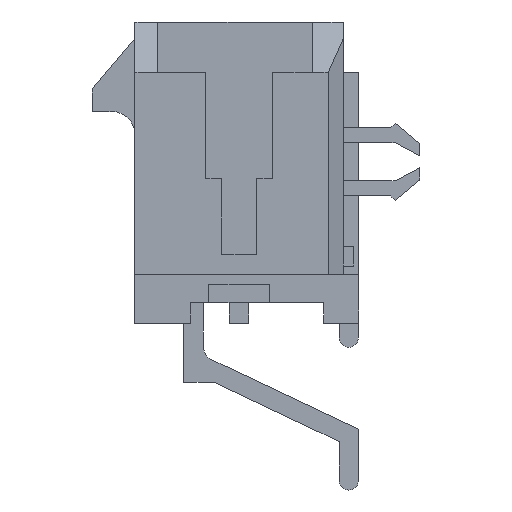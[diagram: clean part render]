
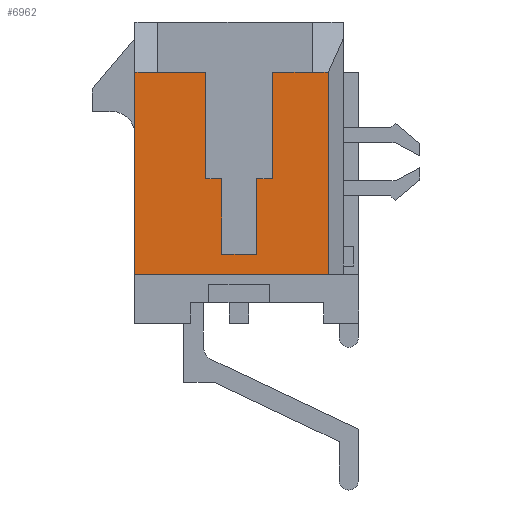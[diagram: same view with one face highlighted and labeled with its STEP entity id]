
A CAD part, left-side view. The second image highlights one B-rep face of the part: STEP entity #6962.
In plain terms, the highlighted planar face has unit normal (-1, 0, 0).
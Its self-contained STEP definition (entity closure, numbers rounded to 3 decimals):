
#1276=DIRECTION('',(0.,0.,-1.));
#1277=VECTOR('',#1276,3.5);
#1278=CARTESIAN_POINT('',(-7.825,-1.1,3.305));
#1279=LINE('',#1278,#1277);
#1280=DIRECTION('',(0.,1.,0.));
#1281=VECTOR('',#1280,1.31);
#1282=CARTESIAN_POINT('',(-7.825,-2.41,3.305));
#1283=LINE('',#1282,#1281);
#1284=DIRECTION('',(0.,-1.,0.));
#1285=VECTOR('',#1284,0.52);
#1286=CARTESIAN_POINT('',(-7.825,-2.41,3.305));
#1287=LINE('',#1286,#1285);
#1288=DIRECTION('',(0.,0.,-1.));
#1289=VECTOR('',#1288,6.66);
#1290=CARTESIAN_POINT('',(-7.825,-2.93,3.305));
#1291=LINE('',#1290,#1289);
#1292=DIRECTION('',(0.,1.,0.));
#1293=VECTOR('',#1292,6.36);
#1294=CARTESIAN_POINT('',(-7.825,-2.93,-3.355));
#1295=LINE('',#1294,#1293);
#1296=DIRECTION('',(0.,0.,1.));
#1297=VECTOR('',#1296,6.66);
#1298=CARTESIAN_POINT('',(-7.825,3.43,-3.355));
#1299=LINE('',#1298,#1297);
#1300=DIRECTION('',(0.,-1.,0.));
#1301=VECTOR('',#1300,0.75);
#1302=CARTESIAN_POINT('',(-7.825,3.43,3.305));
#1303=LINE('',#1302,#1301);
#1304=DIRECTION('',(0.,1.,0.));
#1305=VECTOR('',#1304,1.58);
#1306=CARTESIAN_POINT('',(-7.825,1.1,3.305));
#1307=LINE('',#1306,#1305);
#1308=DIRECTION('',(0.,0.,-1.));
#1309=VECTOR('',#1308,3.5);
#1310=CARTESIAN_POINT('',(-7.825,1.1,3.305));
#1311=LINE('',#1310,#1309);
#1312=DIRECTION('',(0.,1.,0.));
#1313=VECTOR('',#1312,0.525);
#1314=CARTESIAN_POINT('',(-7.825,0.575,-0.195));
#1315=LINE('',#1314,#1313);
#1316=DIRECTION('',(0.,0.,1.));
#1317=VECTOR('',#1316,2.5);
#1318=CARTESIAN_POINT('',(-7.825,0.575,-2.695));
#1319=LINE('',#1318,#1317);
#1320=DIRECTION('',(0.,1.,0.));
#1321=VECTOR('',#1320,1.15);
#1322=CARTESIAN_POINT('',(-7.825,-0.575,-2.695));
#1323=LINE('',#1322,#1321);
#1324=DIRECTION('',(0.,0.,-1.));
#1325=VECTOR('',#1324,2.5);
#1326=CARTESIAN_POINT('',(-7.825,-0.575,-0.195));
#1327=LINE('',#1326,#1325);
#1328=DIRECTION('',(0.,1.,0.));
#1329=VECTOR('',#1328,0.525);
#1330=CARTESIAN_POINT('',(-7.825,-1.1,-0.195));
#1331=LINE('',#1330,#1329);
#4164=CARTESIAN_POINT('',(-7.825,3.43,3.305));
#4166=VERTEX_POINT('',#4164);
#4215=CARTESIAN_POINT('',(-7.825,2.68,3.305));
#4216=VERTEX_POINT('',#4215);
#4217=CARTESIAN_POINT('',(-7.825,-2.41,3.305));
#4218=VERTEX_POINT('',#4217);
#4337=CARTESIAN_POINT('',(-7.825,-1.1,3.305));
#4338=CARTESIAN_POINT('',(-7.825,-1.1,-0.195));
#4339=VERTEX_POINT('',#4337);
#4340=VERTEX_POINT('',#4338);
#4341=CARTESIAN_POINT('',(-7.825,-0.575,-0.195));
#4342=VERTEX_POINT('',#4341);
#4343=CARTESIAN_POINT('',(-7.825,-0.575,-2.695));
#4344=VERTEX_POINT('',#4343);
#4345=CARTESIAN_POINT('',(-7.825,0.575,-2.695));
#4346=VERTEX_POINT('',#4345);
#4347=CARTESIAN_POINT('',(-7.825,0.575,-0.195));
#4348=VERTEX_POINT('',#4347);
#4349=CARTESIAN_POINT('',(-7.825,1.1,-0.195));
#4350=VERTEX_POINT('',#4349);
#4351=CARTESIAN_POINT('',(-7.825,1.1,3.305));
#4352=VERTEX_POINT('',#4351);
#5205=CARTESIAN_POINT('',(-7.825,3.43,-3.355));
#5206=VERTEX_POINT('',#5205);
#5211=CARTESIAN_POINT('',(-7.825,-2.93,3.305));
#5212=VERTEX_POINT('',#5211);
#5213=CARTESIAN_POINT('',(-7.825,-2.93,-3.355));
#5214=VERTEX_POINT('',#5213);
#6930=CARTESIAN_POINT('',(-7.825,0.,0.));
#6931=DIRECTION('',(1.,0.,0.));
#6932=DIRECTION('',(0.,0.,-1.));
#6933=AXIS2_PLACEMENT_3D('',#6930,#6931,#6932);
#6934=PLANE('',#6933);
#6936=ORIENTED_EDGE('',*,*,#6935,.F.);
#6938=ORIENTED_EDGE('',*,*,#6937,.F.);
#6940=ORIENTED_EDGE('',*,*,#6939,.T.);
#6941=ORIENTED_EDGE('',*,*,#6916,.T.);
#6942=ORIENTED_EDGE('',*,*,#6452,.T.);
#6943=ORIENTED_EDGE('',*,*,#6281,.T.);
#6945=ORIENTED_EDGE('',*,*,#6944,.T.);
#6947=ORIENTED_EDGE('',*,*,#6946,.F.);
#6949=ORIENTED_EDGE('',*,*,#6948,.T.);
#6951=ORIENTED_EDGE('',*,*,#6950,.F.);
#6953=ORIENTED_EDGE('',*,*,#6952,.F.);
#6955=ORIENTED_EDGE('',*,*,#6954,.F.);
#6957=ORIENTED_EDGE('',*,*,#6956,.F.);
#6959=ORIENTED_EDGE('',*,*,#6958,.F.);
#6960=EDGE_LOOP('',(#6936,#6938,#6940,#6941,#6942,#6943,#6945,#6947,#6949,#6951,
#6953,#6955,#6957,#6959));
#6961=FACE_OUTER_BOUND('',#6960,.F.);
#6962=ADVANCED_FACE('',(#6961),#6934,.F.);
#6281=EDGE_CURVE('',#5206,#4166,#1299,.T.);
#6452=EDGE_CURVE('',#5214,#5206,#1295,.T.);
#6916=EDGE_CURVE('',#5212,#5214,#1291,.T.);
#6935=EDGE_CURVE('',#4339,#4340,#1279,.T.);
#6937=EDGE_CURVE('',#4218,#4339,#1283,.T.);
#6939=EDGE_CURVE('',#4218,#5212,#1287,.T.);
#6944=EDGE_CURVE('',#4166,#4216,#1303,.T.);
#6946=EDGE_CURVE('',#4352,#4216,#1307,.T.);
#6948=EDGE_CURVE('',#4352,#4350,#1311,.T.);
#6950=EDGE_CURVE('',#4348,#4350,#1315,.T.);
#6952=EDGE_CURVE('',#4346,#4348,#1319,.T.);
#6954=EDGE_CURVE('',#4344,#4346,#1323,.T.);
#6956=EDGE_CURVE('',#4342,#4344,#1327,.T.);
#6958=EDGE_CURVE('',#4340,#4342,#1331,.T.);
